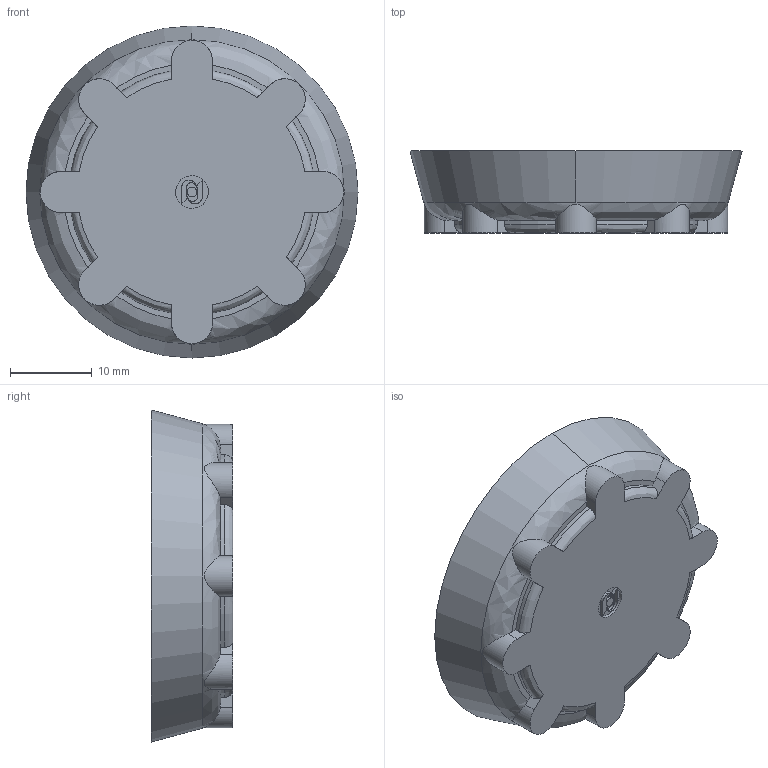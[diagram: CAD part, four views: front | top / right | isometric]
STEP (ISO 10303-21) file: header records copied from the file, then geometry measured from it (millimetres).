
FILE_DESCRIPTION (( 'STEP AP214' ), '1' );
FILE_NAME ('0605200290700A.STEP', '2012-10-22T14:50:18', ( '' ), ( '' ), 'SwSTEP 2.0', 'SolidWorks 2012', '' );
FILE_SCHEMA (( 'AUTOMOTIVE_DESIGN' ));
Length unit declared in the file: millimetre
Products named in the file (1): 0605200290700A
Bounding box: 40.5 x 10 x 40.5 mm (x, y, z)
Volume: 8034.7 mm3; surface area: 3795.9 mm2
Topology: 1 solids, 1 shells, 87 faces, 246 edges, 167 vertices
Faces by surface type: plane 38, cylinder 29, bspline 14, cone 6
Entity records: 4762 total; most frequent: CARTESIAN_POINT 2788, ORIENTED_EDGE 492, DIRECTION 278, EDGE_CURVE 246, VERTEX_POINT 167, B_SPLINE_CURVE_WITH_KNOTS 113, AXIS2_PLACEMENT_3D 94, EDGE_LOOP 93
